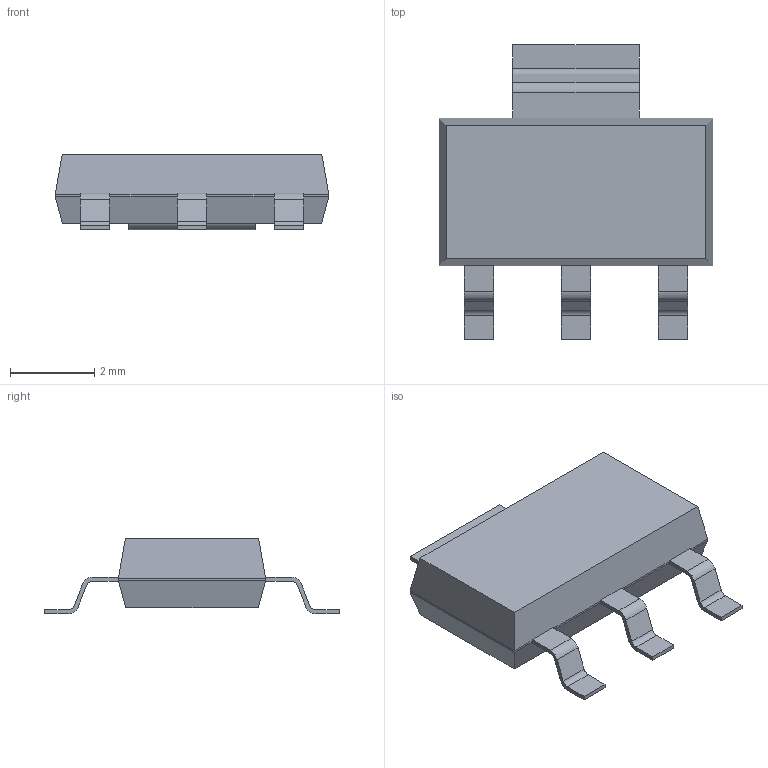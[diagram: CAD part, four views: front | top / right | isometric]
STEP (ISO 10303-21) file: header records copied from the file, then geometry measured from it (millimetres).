
FILE_DESCRIPTION (( 'STEP AP214' ), '1' );
FILE_NAME ('SOT-223.STEP', '2013-12-10T02:28:24', ( 'SJF' ), ( 'SJF' ), 'SwSTEP 2.0', 'SolidWorks 2012', '' );
FILE_SCHEMA (( 'AUTOMOTIVE_DESIGN' ));
Length unit declared in the file: millimetre
Products named in the file (1): SOT-223
Bounding box: 6.5 x 7 x 1.8 mm (x, y, z)
Volume: 36 mm3; surface area: 96.4 mm2
Topology: 1 solids, 1 shells, 78 faces, 204 edges, 128 vertices
Faces by surface type: plane 62, cylinder 16
Entity records: 2580 total; most frequent: CARTESIAN_POINT 411, ORIENTED_EDGE 408, DIRECTION 394, EDGE_CURVE 204, VECTOR 172, LINE 172, VERTEX_POINT 128, AXIS2_PLACEMENT_3D 111
